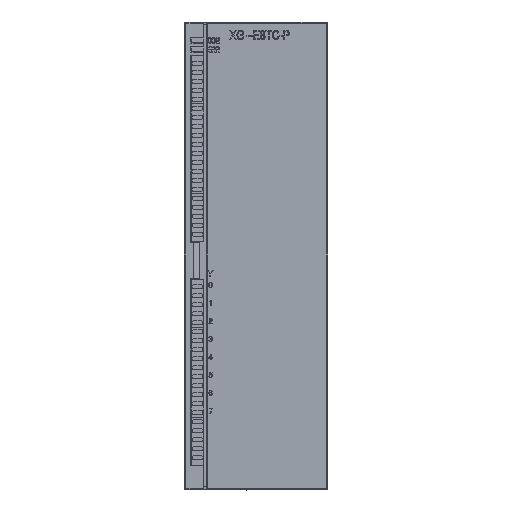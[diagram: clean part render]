
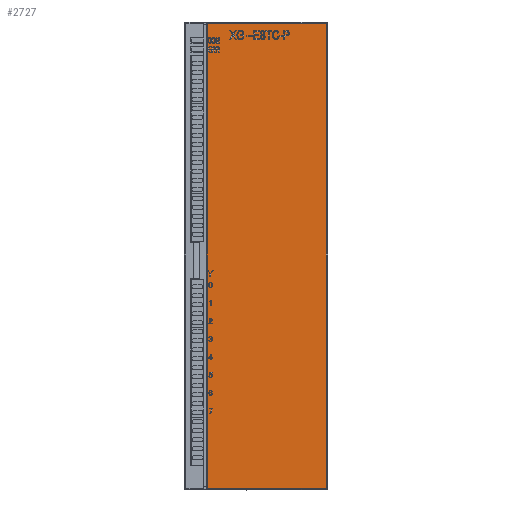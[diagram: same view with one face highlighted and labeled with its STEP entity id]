
A CAD part, front view. The second image highlights one B-rep face of the part: STEP entity #2727.
In plain terms, the highlighted free-form (B-spline) face has degree [1, 1] with [2, 2] control points.
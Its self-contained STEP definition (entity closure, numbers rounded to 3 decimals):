
#2727=ADVANCED_FACE('',(#3873),#19379,.T.);
#3873=FACE_OUTER_BOUND('',#5136,.T.);
#5136=EDGE_LOOP('',(#11128,#11129,#11130,#11131));
#11128=ORIENTED_EDGE('',*,*,#13932,.F.);
#11129=ORIENTED_EDGE('',*,*,#13914,.F.);
#11130=ORIENTED_EDGE('',*,*,#13922,.F.);
#11131=ORIENTED_EDGE('',*,*,#13900,.F.);
#13900=EDGE_CURVE('',#19084,#19085,#16949,.T.);
#13914=EDGE_CURVE('',#19093,#19092,#16958,.T.);
#13922=EDGE_CURVE('',#19085,#19093,#16963,.T.);
#13932=EDGE_CURVE('',#19092,#19084,#16971,.T.);
#16949=B_SPLINE_CURVE_WITH_KNOTS('',1,(#32479,#32480),.UNSPECIFIED.,.F.,
 .F.,(2,2),(0.,129.),.UNSPECIFIED.);
#16958=B_SPLINE_CURVE_WITH_KNOTS('',1,(#32530,#32531),.UNSPECIFIED.,.F.,
 .F.,(2,2),(0.,129.),.UNSPECIFIED.);
#16963=B_SPLINE_CURVE_WITH_KNOTS('',1,(#32553,#32554),.UNSPECIFIED.,.F.,
 .F.,(2,2),(0.,33.089),.UNSPECIFIED.);
#16971=B_SPLINE_CURVE_WITH_KNOTS('',1,(#32579,#32580),.UNSPECIFIED.,.F.,
 .F.,(2,2),(-33.089,0.),.UNSPECIFIED.);
#19084=VERTEX_POINT('',#27019);
#19085=VERTEX_POINT('',#27020);
#19092=VERTEX_POINT('',#27027);
#19093=VERTEX_POINT('',#27028);
#19379=B_SPLINE_SURFACE_WITH_KNOTS('',1,1,((#25372,#25373),(#25374,#25375)),
 .UNSPECIFIED.,.F.,.F.,.F.,(2,2),(2,2),(-3.918,37.007),
(-13.51,142.51),.UNSPECIFIED.);
#25372=CARTESIAN_POINT('',(48.523,111.84,-70.083));
#25373=CARTESIAN_POINT('',(48.523,111.84,85.936));
#25374=CARTESIAN_POINT('',(89.448,111.84,-70.083));
#25375=CARTESIAN_POINT('',(89.448,111.84,85.936));
#27019=CARTESIAN_POINT('',(52.441,111.84,-56.574));
#27020=CARTESIAN_POINT('',(52.441,111.84,72.426));
#27027=CARTESIAN_POINT('',(85.53,111.84,-56.574));
#27028=CARTESIAN_POINT('',(85.53,111.84,72.426));
#32479=CARTESIAN_POINT('',(52.441,111.84,-56.574));
#32480=CARTESIAN_POINT('',(52.441,111.84,72.426));
#32530=CARTESIAN_POINT('',(85.53,111.84,72.426));
#32531=CARTESIAN_POINT('',(85.53,111.84,-56.574));
#32553=CARTESIAN_POINT('',(52.441,111.84,72.426));
#32554=CARTESIAN_POINT('',(85.53,111.84,72.426));
#32579=CARTESIAN_POINT('',(85.53,111.84,-56.574));
#32580=CARTESIAN_POINT('',(52.441,111.84,-56.574));
